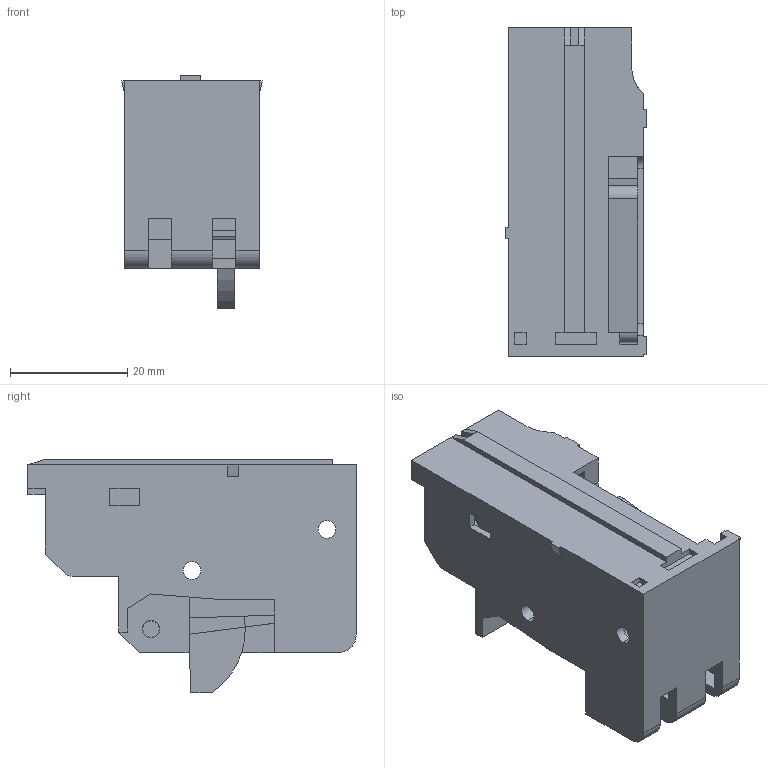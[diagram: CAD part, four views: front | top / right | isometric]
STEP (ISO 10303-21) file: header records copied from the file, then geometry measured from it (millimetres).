
FILE_DESCRIPTION (( 'STEP AP203' ), '1' );
FILE_NAME ('Äîïîëíèòåëüíûé êîíòàêò ê ÂÀ-99 250-400À.STEP', '2016-10-24T10:19:44', ( 'kuryshev' ), ( '' ), 'SwSTEP 2.0', 'SolidWorks 2010', '' );
FILE_SCHEMA (( 'CONFIG_CONTROL_DESIGN' ));
Length unit declared in the file: millimetre
Products named in the file (1): Äîïîëíèòåëüíûé êîíòàêò ê ÂÀ-99 250-400À
Bounding box: 24 x 56 x 39.88 mm (x, y, z)
Volume: 14750 mm3; surface area: 15966.4 mm2
Topology: 3 solids, 3 shells, 207 faces, 578 edges, 378 vertices
Faces by surface type: plane 161, cylinder 46
Entity records: 6700 total; most frequent: CARTESIAN_POINT 1169, ORIENTED_EDGE 1156, DIRECTION 1085, EDGE_CURVE 578, LINE 485, VECTOR 485, VERTEX_POINT 378, AXIS2_PLACEMENT_3D 300
